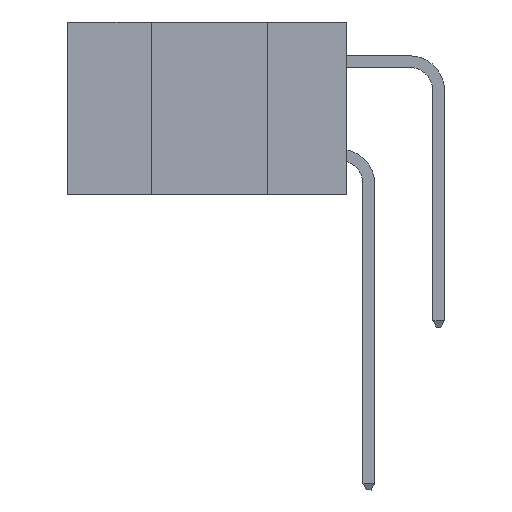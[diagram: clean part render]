
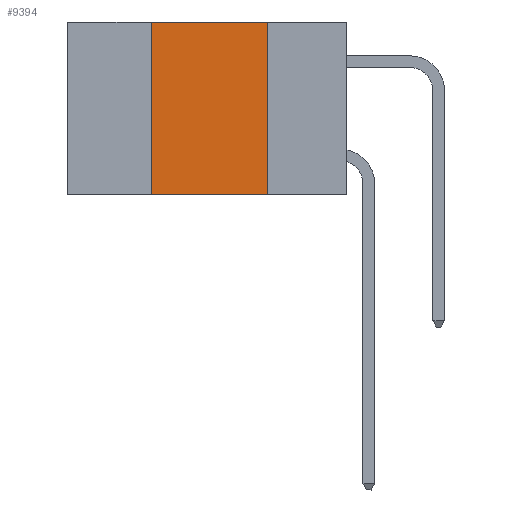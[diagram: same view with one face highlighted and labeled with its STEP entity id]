
A CAD part, left-side view. The second image highlights one B-rep face of the part: STEP entity #9394.
In plain terms, the highlighted planar face has unit normal (-1, 0, 0).
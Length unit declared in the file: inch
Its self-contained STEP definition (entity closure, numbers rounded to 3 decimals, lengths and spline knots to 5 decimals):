
#534 = EDGE_CURVE ( 'NONE', #17606, #8617, #3914, .T. ) ;
#802 = DIRECTION ( 'NONE',  ( 0., -1., 0. ) ) ;
#931 = CARTESIAN_POINT ( 'NONE',  ( 0., 0.6, 0. ) ) ;
#2367 = DIRECTION ( 'NONE',  ( 0., 0., -1. ) ) ;
#2424 = VECTOR ( 'NONE', #23020, 39.37008 ) ;
#3202 = ORIENTED_EDGE ( 'NONE', *, *, #11558, .F. ) ;
#3914 = LINE ( 'NONE', #22874, #11165 ) ;
#5368 = CARTESIAN_POINT ( 'NONE',  ( 0., 0.42, 0. ) ) ;
#5756 = FACE_OUTER_BOUND ( 'NONE', #10783, .T. ) ;
#5759 = LINE ( 'NONE', #13435, #17573 ) ;
#5941 = DIRECTION ( 'NONE',  ( 0., -1., 0. ) ) ;
#6928 = EDGE_CURVE ( 'NONE', #14984, #8617, #5759, .T. ) ;
#8617 = VERTEX_POINT ( 'NONE', #16347 ) ;
#9394 = ADVANCED_FACE ( 'NONE', ( #5756 ), #13807, .F. ) ;
#9403 = CARTESIAN_POINT ( 'NONE',  ( 0., 0.42, -0.37 ) ) ;
#10024 = ORIENTED_EDGE ( 'NONE', *, *, #534, .T. ) ;
#10203 = VECTOR ( 'NONE', #802, 39.37008 ) ;
#10783 = EDGE_LOOP ( 'NONE', ( #12642, #13630, #3202, #10024 ) ) ;
#11165 = VECTOR ( 'NONE', #5941, 39.37008 ) ;
#11558 = EDGE_CURVE ( 'NONE', #17606, #16209, #17128, .T. ) ;
#11562 = DIRECTION ( 'NONE',  ( 1., 0., 0. ) ) ;
#12642 = ORIENTED_EDGE ( 'NONE', *, *, #6928, .F. ) ;
#13433 = CARTESIAN_POINT ( 'NONE',  ( 0., 0.6, 0. ) ) ;
#13435 = CARTESIAN_POINT ( 'NONE',  ( 0., 0.17, 0. ) ) ;
#13630 = ORIENTED_EDGE ( 'NONE', *, *, #21361, .F. ) ;
#13807 = PLANE ( 'NONE',  #14859 ) ;
#14859 = AXIS2_PLACEMENT_3D ( 'NONE', #13433, #11562, #2367 ) ;
#14984 = VERTEX_POINT ( 'NONE', #15292 ) ;
#15292 = CARTESIAN_POINT ( 'NONE',  ( 0., 0.17, 0. ) ) ;
#15446 = DIRECTION ( 'NONE',  ( 0., 0., -1. ) ) ;
#16209 = VERTEX_POINT ( 'NONE', #5368 ) ;
#16347 = CARTESIAN_POINT ( 'NONE',  ( 0., 0.17, -0.37 ) ) ;
#17128 = LINE ( 'NONE', #17253, #2424 ) ;
#17253 = CARTESIAN_POINT ( 'NONE',  ( 0., 0.42, 0. ) ) ;
#17573 = VECTOR ( 'NONE', #15446, 39.37008 ) ;
#17606 = VERTEX_POINT ( 'NONE', #9403 ) ;
#18111 = LINE ( 'NONE', #931, #10203 ) ;
#21361 = EDGE_CURVE ( 'NONE', #16209, #14984, #18111, .T. ) ;
#22874 = CARTESIAN_POINT ( 'NONE',  ( 0., 0.6, -0.37 ) ) ;
#23020 = DIRECTION ( 'NONE',  ( 0., 0., 1. ) ) ;
